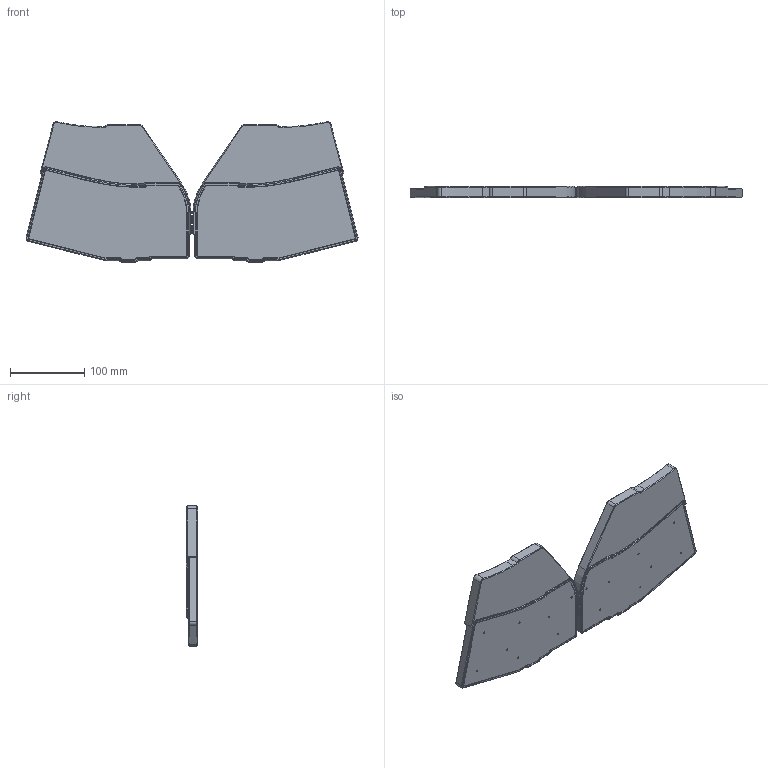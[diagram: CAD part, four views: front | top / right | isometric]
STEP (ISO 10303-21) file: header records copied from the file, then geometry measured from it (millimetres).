
FILE_DESCRIPTION(/* description */ (''),/* implementation_level */ '2;1');
FILE_NAME(/* name */ 'Case v34.step',/* time_stamp */ '2024-05-27T08:46:24+02:00',/* author */ (''),/* organization */ (''),/* preprocessor_version */ 'ST-DEVELOPER v20',/* originating_system */ 'Autodesk Translation Framework v12.20.1.177',/* authorisation */ '');
FILE_SCHEMA (('AUTOMOTIVE_DESIGN { 1 0 10303 214 3 1 1 }'));
Length unit declared in the file: millimetre
Products named in the file (1): Case
Bounding box: 447.6 x 15 x 189.43 mm (x, y, z)
Volume: 565365 mm3; surface area: 236145 mm2
Topology: 6 solids, 6 shells, 1311 faces, 3336 edges, 2154 vertices
Faces by surface type: plane 995, cylinder 208, cone 104, bspline 4
Full cylindrical faces by diameter (mm): 2.2 x16, 3 x4, 4 x28
Entity records: 39432 total; most frequent: CARTESIAN_POINT 7054, ORIENTED_EDGE 6672, DIRECTION 6424, EDGE_CURVE 3336, LINE 2752, VECTOR 2752, VERTEX_POINT 2154, AXIS2_PLACEMENT_3D 1836
